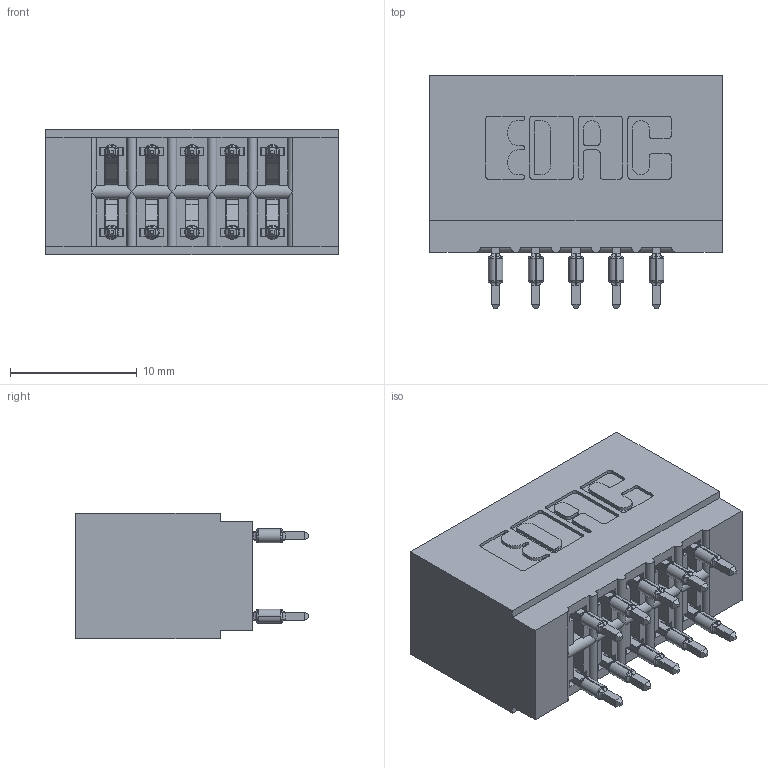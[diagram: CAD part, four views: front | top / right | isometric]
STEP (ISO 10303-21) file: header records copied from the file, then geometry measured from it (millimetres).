
FILE_DESCRIPTION (( 'STEP AP203' ), '1' );
FILE_NAME ('726-010-520-201.STEP', '2020-05-28T02:53:57', ( '' ), ( '' ), 'SwSTEP 2.0', 'SolidWorks 2020', '' );
FILE_SCHEMA (( 'CONFIG_CONTROL_DESIGN' ));
Length unit declared in the file: inch
Products named in the file (3): 746-292-001_520; 726-010-520-201; 726 Part_.515 Slot Depth - 01
Assembly tree (11 placements, depth 2):
  726-010-520-201
    726 Part_.515 Slot Depth - 01
    746-292-001_520  x10
Bounding box: 23.11 x 18.4 x 9.91 mm (x, y, z)
Volume: 2312.7 mm3; surface area: 3157.1 mm2
Topology: 11 solids, 11 shells, 992 faces, 2723 edges, 1740 vertices
Faces by surface type: plane 515, cylinder 217, bspline 200, torus 60
Entity records: 12941 total; most frequent: CARTESIAN_POINT 2895, ORIENTED_EDGE 2116, DIRECTION 1830, EDGE_CURVE 1058, VECTOR 824, LINE 824, VERTEX_POINT 696, AXIS2_PLACEMENT_3D 503
